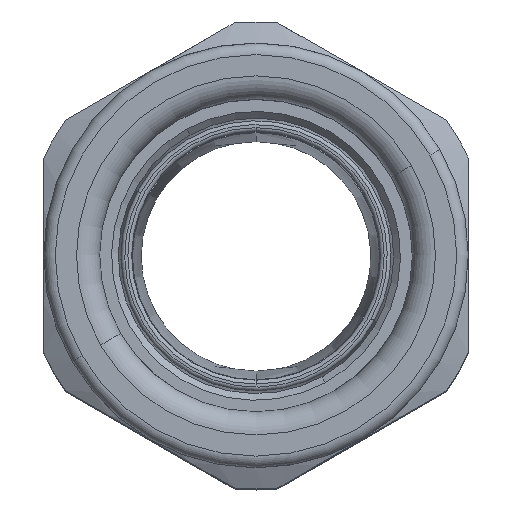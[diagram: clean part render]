
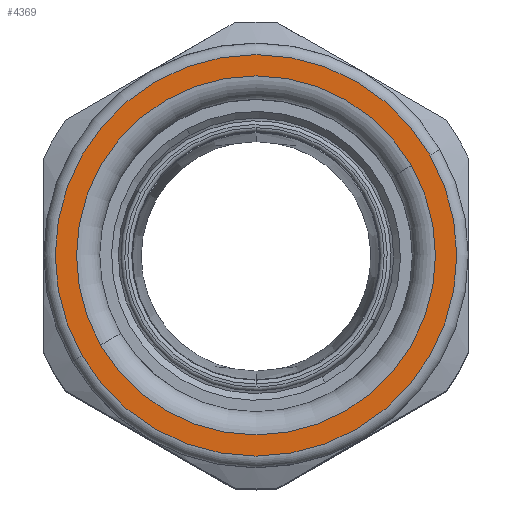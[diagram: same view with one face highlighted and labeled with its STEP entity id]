
A CAD part, top view. The second image highlights one B-rep face of the part: STEP entity #4369.
In plain terms, the highlighted planar face has unit normal (0, 0, 1).
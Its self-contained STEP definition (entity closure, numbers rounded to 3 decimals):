
#4257=AXIS2_PLACEMENT_3D('Circle Axis2P3D',#4255,#4256,$) ;
#4281=AXIS2_PLACEMENT_3D('Circle Axis2P3D',#4279,#4280,$) ;
#4345=AXIS2_PLACEMENT_3D('Plane Axis2P3D',#4342,#4343,#4344) ;
#4349=AXIS2_PLACEMENT_3D('Circle Axis2P3D',#4347,#4348,$) ;
#4358=AXIS2_PLACEMENT_3D('Circle Axis2P3D',#4356,#4357,$) ;
#4252=CARTESIAN_POINT('Vertex',(7.365,18.625,103.4)) ;
#4255=CARTESIAN_POINT('Axis2P3D Location',(27.5,30.25,103.4)) ;
#4259=CARTESIAN_POINT('Vertex',(47.635,41.875,103.4)) ;
#4279=CARTESIAN_POINT('Axis2P3D Location',(27.5,30.25,103.4)) ;
#4342=CARTESIAN_POINT('Axis2P3D Location',(27.5,30.25,103.4)) ;
#4347=CARTESIAN_POINT('Axis2P3D Location',(27.5,30.25,103.4)) ;
#4351=CARTESIAN_POINT('Vertex',(50.017,43.25,103.4)) ;
#4353=CARTESIAN_POINT('Vertex',(4.983,17.25,103.4)) ;
#4356=CARTESIAN_POINT('Axis2P3D Location',(27.5,30.25,103.4)) ;
#4256=DIRECTION('Axis2P3D Direction',(0.,0.,1.)) ;
#4280=DIRECTION('Axis2P3D Direction',(0.,0.,1.)) ;
#4343=DIRECTION('Axis2P3D Direction',(0.,0.,1.)) ;
#4344=DIRECTION('Axis2P3D XDirection',(-0.866,-0.5,0.)) ;
#4348=DIRECTION('Axis2P3D Direction',(0.,0.,1.)) ;
#4357=DIRECTION('Axis2P3D Direction',(0.,0.,1.)) ;
#4362=ORIENTED_EDGE('',*,*,#4355,.T.) ;
#4363=ORIENTED_EDGE('',*,*,#4360,.T.) ;
#4366=ORIENTED_EDGE('',*,*,#4283,.F.) ;
#4367=ORIENTED_EDGE('',*,*,#4261,.F.) ;
#4368=FACE_BOUND('',#4365,.T.) ;
#4369=ADVANCED_FACE('PartBody',(#4364,#4368),#4346,.T.) ;
#4258=CIRCLE('generated circle',#4257,23.25) ;
#4282=CIRCLE('generated circle',#4281,23.25) ;
#4350=CIRCLE('generated circle',#4349,26.) ;
#4359=CIRCLE('generated circle',#4358,26.) ;
#4261=EDGE_CURVE('',#4253,#4260,#4258,.T.) ;
#4283=EDGE_CURVE('',#4260,#4253,#4282,.T.) ;
#4355=EDGE_CURVE('',#4352,#4354,#4350,.T.) ;
#4360=EDGE_CURVE('',#4354,#4352,#4359,.T.) ;
#4361=EDGE_LOOP('',(#4362,#4363)) ;
#4365=EDGE_LOOP('',(#4366,#4367)) ;
#4364=FACE_OUTER_BOUND('',#4361,.T.) ;
#4346=PLANE('',#4345) ;
#4253=VERTEX_POINT('',#4252) ;
#4260=VERTEX_POINT('',#4259) ;
#4352=VERTEX_POINT('',#4351) ;
#4354=VERTEX_POINT('',#4353) ;
